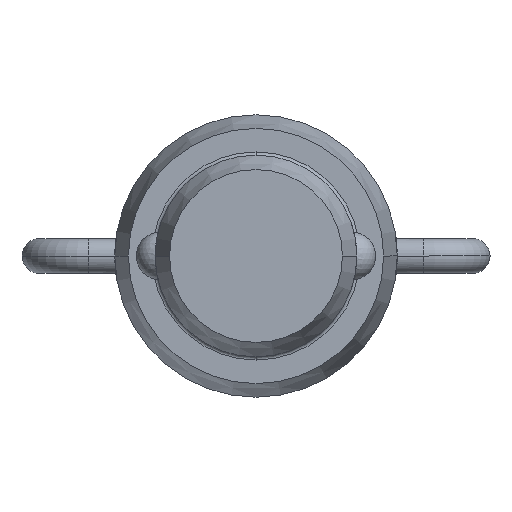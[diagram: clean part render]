
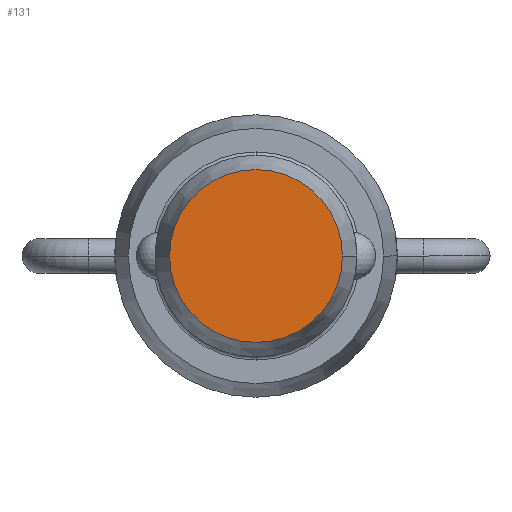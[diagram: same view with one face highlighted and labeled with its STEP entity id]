
A CAD part, front view. The second image highlights one B-rep face of the part: STEP entity #131.
In plain terms, the highlighted planar face has unit normal (0, -1, 0).
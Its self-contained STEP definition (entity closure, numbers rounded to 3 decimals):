
#131=ADVANCED_FACE('',(#266),#267,.T.);
#266=FACE_OUTER_BOUND('',#399,.T.);
#267=PLANE('',#400);
#399=EDGE_LOOP('',(#723,#724));
#400=AXIS2_PLACEMENT_3D('',#725,#726,#727);
#723=ORIENTED_EDGE('',*,*,#809,.T.);
#724=ORIENTED_EDGE('',*,*,#880,.T.);
#725=CARTESIAN_POINT('',(-3.175,-70.104,0.0));
#726=DIRECTION('',(0.,-1.0,0.0));
#727=DIRECTION('',(1.0,0.,0.0));
#809=EDGE_CURVE('',#958,#963,#965,.T.);
#880=EDGE_CURVE('',#963,#958,#1077,.T.);
#958=VERTEX_POINT('',#1237);
#963=VERTEX_POINT('',#1243);
#965=CIRCLE('',#1246,5.44);
#1077=CIRCLE('',#1476,5.44);
#1237=CARTESIAN_POINT('',(-5.44,-70.104,0.0));
#1243=CARTESIAN_POINT('',(5.44,-70.104,0.));
#1246=AXIS2_PLACEMENT_3D('',#1562,#1563,#1564);
#1476=AXIS2_PLACEMENT_3D('',#1680,#1681,#1682);
#1562=CARTESIAN_POINT('',(0.0,-70.104,0.0));
#1563=DIRECTION('',(0.,-1.0,0.0));
#1564=DIRECTION('',(-1.0,0.,0.0));
#1680=CARTESIAN_POINT('',(0.0,-70.104,0.0));
#1681=DIRECTION('',(0.,-1.0,0.0));
#1682=DIRECTION('',(-1.0,0.,0.0));
